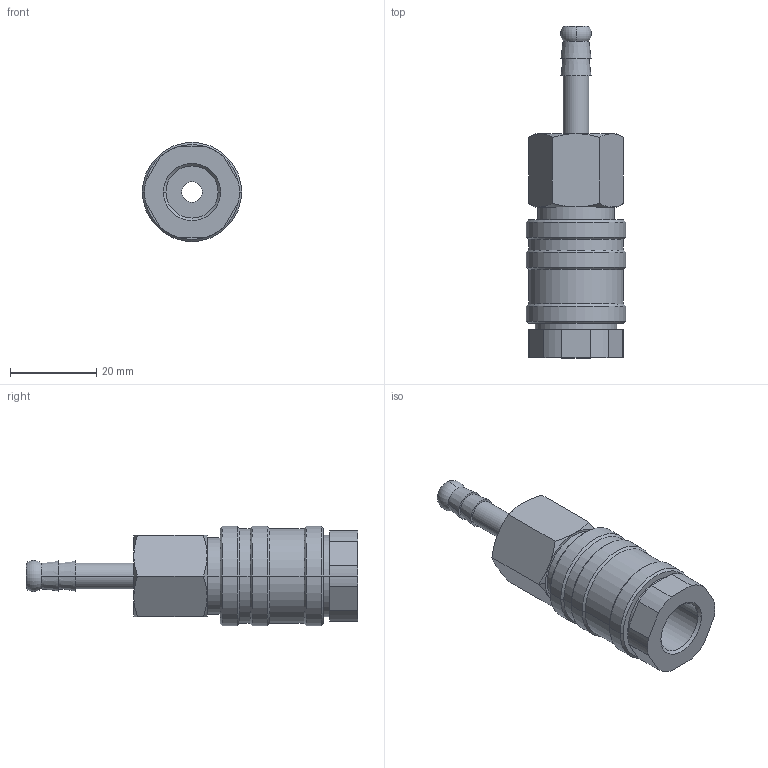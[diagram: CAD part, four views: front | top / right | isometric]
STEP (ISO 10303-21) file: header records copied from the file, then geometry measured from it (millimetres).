
FILE_DESCRIPTION(('STEP AP214'),'1');
FILE_NAME('esi2a_6_t.stp','2020-03-05T09:16:59',('TraceParts'),('TraceParts S.A.'),'Spatial InterOp 3D',' ',' ');
FILE_SCHEMA(('automotive_design'));
Length unit declared in the file: millimetre
Products named in the file (1): 1
Bounding box: 23 x 77 x 23 mm (x, y, z)
Volume: 15361.9 mm3; surface area: 6833.5 mm2
Topology: 1 solids, 1 shells, 86 faces, 191 edges, 115 vertices
Faces by surface type: cone 34, cylinder 28, plane 22, torus 2
Entity records: 3104 total; most frequent: CARTESIAN_POINT 489, DIRECTION 434, ORIENTED_EDGE 382, EDGE_CURVE 191, AXIS2_PLACEMENT_3D 180, VERTEX_POINT 115, EDGE_LOOP 96, CIRCLE 93
